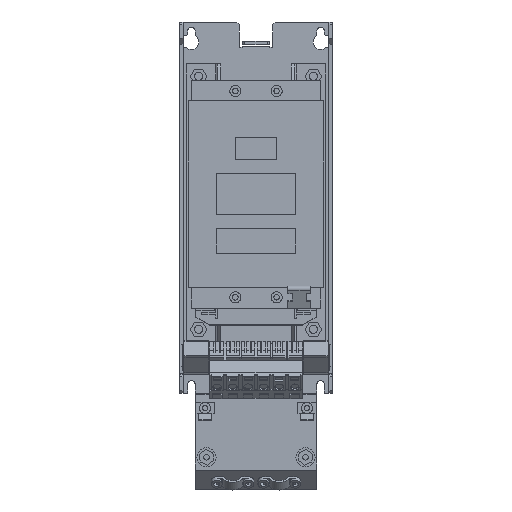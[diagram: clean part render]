
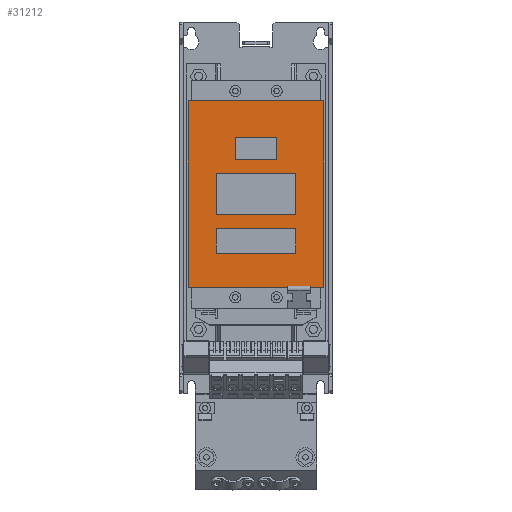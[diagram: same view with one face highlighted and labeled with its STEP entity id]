
A CAD part, top view. The second image highlights one B-rep face of the part: STEP entity #31212.
In plain terms, the highlighted planar face has unit normal (0, 0, 1).
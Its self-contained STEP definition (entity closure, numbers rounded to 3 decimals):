
#19942=DIRECTION('',(1.,0.,0.));
#19943=VECTOR('',#19942,30.);
#19944=CARTESIAN_POINT('',(-15.,34.5,201.5));
#19945=LINE('',#19944,#19943);
#19946=DIRECTION('',(0.,1.,0.));
#19947=VECTOR('',#19946,16.);
#19948=CARTESIAN_POINT('',(15.,34.5,201.5));
#19949=LINE('',#19948,#19947);
#19950=DIRECTION('',(-1.,0.,0.));
#19951=VECTOR('',#19950,30.);
#19952=CARTESIAN_POINT('',(15.,50.5,201.5));
#19953=LINE('',#19952,#19951);
#19954=DIRECTION('',(0.,-1.,0.));
#19955=VECTOR('',#19954,16.);
#19956=CARTESIAN_POINT('',(-15.,50.5,201.5));
#19957=LINE('',#19956,#19955);
#19958=DIRECTION('',(0.,-1.,0.));
#19959=VECTOR('',#19958,30.);
#19960=CARTESIAN_POINT('',(-29.,24.5,201.5));
#19961=LINE('',#19960,#19959);
#19962=DIRECTION('',(1.,0.,0.));
#19963=VECTOR('',#19962,58.);
#19964=CARTESIAN_POINT('',(-29.,-5.5,201.5));
#19965=LINE('',#19964,#19963);
#19966=DIRECTION('',(0.,1.,0.));
#19967=VECTOR('',#19966,30.);
#19968=CARTESIAN_POINT('',(29.,-5.5,201.5));
#19969=LINE('',#19968,#19967);
#19970=DIRECTION('',(-1.,0.,0.));
#19971=VECTOR('',#19970,58.);
#19972=CARTESIAN_POINT('',(29.,24.5,201.5));
#19973=LINE('',#19972,#19971);
#19974=DIRECTION('',(0.,-1.,0.));
#19975=VECTOR('',#19974,18.);
#19976=CARTESIAN_POINT('',(-29.,-15.5,201.5));
#19977=LINE('',#19976,#19975);
#19978=DIRECTION('',(1.,0.,0.));
#19979=VECTOR('',#19978,58.);
#19980=CARTESIAN_POINT('',(-29.,-33.5,201.5));
#19981=LINE('',#19980,#19979);
#19982=DIRECTION('',(0.,1.,0.));
#19983=VECTOR('',#19982,18.);
#19984=CARTESIAN_POINT('',(29.,-33.5,201.5));
#19985=LINE('',#19984,#19983);
#19986=DIRECTION('',(-1.,0.,0.));
#19987=VECTOR('',#19986,58.);
#19988=CARTESIAN_POINT('',(29.,-15.5,201.5));
#19989=LINE('',#19988,#19987);
#19990=DIRECTION('',(0.,1.,0.));
#19991=VECTOR('',#19990,1.);
#19992=CARTESIAN_POINT('',(39.5,-58.4,201.5));
#19993=LINE('',#19992,#19991);
#19994=DIRECTION('',(1.,0.,0.));
#19995=VECTOR('',#19994,16.5);
#19996=CARTESIAN_POINT('',(23.,-57.4,201.5));
#19997=LINE('',#19996,#19995);
#19998=DIRECTION('',(0.,1.,0.));
#19999=VECTOR('',#19998,1.);
#20000=CARTESIAN_POINT('',(23.,-58.4,201.5));
#20001=LINE('',#20000,#19999);
#20002=DIRECTION('',(1.,0.,0.));
#20003=VECTOR('',#20002,72.2);
#20004=CARTESIAN_POINT('',(-49.2,-58.4,201.5));
#20005=LINE('',#20004,#20003);
#20006=DIRECTION('',(0.,-1.,0.));
#20007=VECTOR('',#20006,135.8);
#20008=CARTESIAN_POINT('',(-49.2,77.4,201.5));
#20009=LINE('',#20008,#20007);
#20010=DIRECTION('',(-1.,0.,0.));
#20011=VECTOR('',#20010,98.4);
#20012=CARTESIAN_POINT('',(49.2,77.4,201.5));
#20013=LINE('',#20012,#20011);
#20014=DIRECTION('',(0.,1.,0.));
#20015=VECTOR('',#20014,135.8);
#20016=CARTESIAN_POINT('',(49.2,-58.4,201.5));
#20017=LINE('',#20016,#20015);
#20018=DIRECTION('',(1.,0.,0.));
#20019=VECTOR('',#20018,9.7);
#20020=CARTESIAN_POINT('',(39.5,-58.4,201.5));
#20021=LINE('',#20020,#20019);
#23126=CARTESIAN_POINT('',(49.2,-58.4,201.5));
#23127=CARTESIAN_POINT('',(49.2,77.4,201.5));
#23128=VERTEX_POINT('',#23126);
#23129=VERTEX_POINT('',#23127);
#23130=CARTESIAN_POINT('',(-49.2,77.4,201.5));
#23131=VERTEX_POINT('',#23130);
#23132=CARTESIAN_POINT('',(-49.2,-58.4,201.5));
#23133=VERTEX_POINT('',#23132);
#23174=CARTESIAN_POINT('',(-15.,34.5,201.5));
#23175=CARTESIAN_POINT('',(15.,34.5,201.5));
#23176=VERTEX_POINT('',#23174);
#23177=VERTEX_POINT('',#23175);
#23178=CARTESIAN_POINT('',(15.,50.5,201.5));
#23179=VERTEX_POINT('',#23178);
#23180=CARTESIAN_POINT('',(-15.,50.5,201.5));
#23181=VERTEX_POINT('',#23180);
#23182=CARTESIAN_POINT('',(-29.,24.5,201.5));
#23183=CARTESIAN_POINT('',(-29.,-5.5,201.5));
#23184=VERTEX_POINT('',#23182);
#23185=VERTEX_POINT('',#23183);
#23186=CARTESIAN_POINT('',(29.,-5.5,201.5));
#23187=VERTEX_POINT('',#23186);
#23188=CARTESIAN_POINT('',(29.,24.5,201.5));
#23189=VERTEX_POINT('',#23188);
#23190=CARTESIAN_POINT('',(-29.,-15.5,201.5));
#23191=CARTESIAN_POINT('',(-29.,-33.5,201.5));
#23192=VERTEX_POINT('',#23190);
#23193=VERTEX_POINT('',#23191);
#23194=CARTESIAN_POINT('',(29.,-33.5,201.5));
#23195=VERTEX_POINT('',#23194);
#23196=CARTESIAN_POINT('',(29.,-15.5,201.5));
#23197=VERTEX_POINT('',#23196);
#23302=CARTESIAN_POINT('',(39.5,-58.4,201.5));
#23303=CARTESIAN_POINT('',(39.5,-57.4,201.5));
#23304=VERTEX_POINT('',#23302);
#23305=VERTEX_POINT('',#23303);
#23306=CARTESIAN_POINT('',(23.,-58.4,201.5));
#23307=CARTESIAN_POINT('',(23.,-57.4,201.5));
#23308=VERTEX_POINT('',#23306);
#23309=VERTEX_POINT('',#23307);
#31163=CARTESIAN_POINT('',(0.,0.,201.5));
#31164=DIRECTION('',(0.,0.,1.));
#31165=DIRECTION('',(1.,0.,0.));
#31166=AXIS2_PLACEMENT_3D('',#31163,#31164,#31165);
#31167=PLANE('',#31166);
#31168=ORIENTED_EDGE('',*,*,#30977,.T.);
#31170=ORIENTED_EDGE('',*,*,#31169,.F.);
#31171=ORIENTED_EDGE('',*,*,#31104,.F.);
#31172=ORIENTED_EDGE('',*,*,#30930,.F.);
#31174=ORIENTED_EDGE('',*,*,#31173,.F.);
#31176=ORIENTED_EDGE('',*,*,#31175,.F.);
#31178=ORIENTED_EDGE('',*,*,#31177,.F.);
#31179=ORIENTED_EDGE('',*,*,#30920,.F.);
#31180=EDGE_LOOP('',(#31168,#31170,#31171,#31172,#31174,#31176,#31178,#31179));
#31181=FACE_OUTER_BOUND('',#31180,.F.);
#31183=ORIENTED_EDGE('',*,*,#31182,.T.);
#31185=ORIENTED_EDGE('',*,*,#31184,.T.);
#31187=ORIENTED_EDGE('',*,*,#31186,.T.);
#31189=ORIENTED_EDGE('',*,*,#31188,.T.);
#31190=EDGE_LOOP('',(#31183,#31185,#31187,#31189));
#31191=FACE_BOUND('',#31190,.F.);
#31193=ORIENTED_EDGE('',*,*,#31192,.T.);
#31195=ORIENTED_EDGE('',*,*,#31194,.T.);
#31197=ORIENTED_EDGE('',*,*,#31196,.T.);
#31199=ORIENTED_EDGE('',*,*,#31198,.T.);
#31200=EDGE_LOOP('',(#31193,#31195,#31197,#31199));
#31201=FACE_BOUND('',#31200,.F.);
#31203=ORIENTED_EDGE('',*,*,#31202,.T.);
#31205=ORIENTED_EDGE('',*,*,#31204,.T.);
#31207=ORIENTED_EDGE('',*,*,#31206,.T.);
#31209=ORIENTED_EDGE('',*,*,#31208,.T.);
#31210=EDGE_LOOP('',(#31203,#31205,#31207,#31209));
#31211=FACE_BOUND('',#31210,.F.);
#31212=ADVANCED_FACE('',(#31181,#31191,#31201,#31211),#31167,.T.);
#30920=EDGE_CURVE('',#23304,#23128,#20021,.T.);
#30930=EDGE_CURVE('',#23133,#23308,#20005,.T.);
#30977=EDGE_CURVE('',#23304,#23305,#19993,.T.);
#31104=EDGE_CURVE('',#23308,#23309,#20001,.T.);
#31169=EDGE_CURVE('',#23309,#23305,#19997,.T.);
#31173=EDGE_CURVE('',#23131,#23133,#20009,.T.);
#31175=EDGE_CURVE('',#23129,#23131,#20013,.T.);
#31177=EDGE_CURVE('',#23128,#23129,#20017,.T.);
#31182=EDGE_CURVE('',#23184,#23185,#19961,.T.);
#31184=EDGE_CURVE('',#23185,#23187,#19965,.T.);
#31186=EDGE_CURVE('',#23187,#23189,#19969,.T.);
#31188=EDGE_CURVE('',#23189,#23184,#19973,.T.);
#31192=EDGE_CURVE('',#23192,#23193,#19977,.T.);
#31194=EDGE_CURVE('',#23193,#23195,#19981,.T.);
#31196=EDGE_CURVE('',#23195,#23197,#19985,.T.);
#31198=EDGE_CURVE('',#23197,#23192,#19989,.T.);
#31202=EDGE_CURVE('',#23176,#23177,#19945,.T.);
#31204=EDGE_CURVE('',#23177,#23179,#19949,.T.);
#31206=EDGE_CURVE('',#23179,#23181,#19953,.T.);
#31208=EDGE_CURVE('',#23181,#23176,#19957,.T.);
